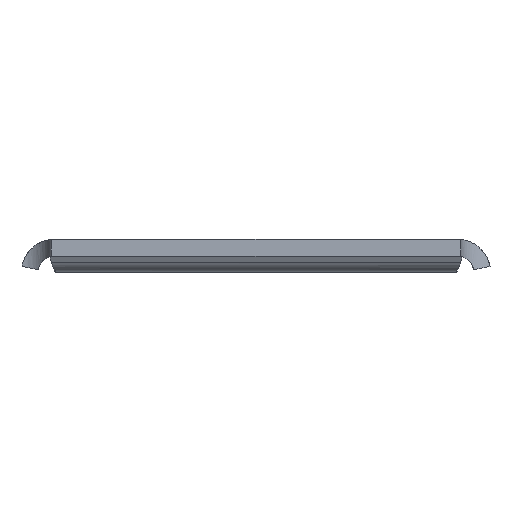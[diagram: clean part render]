
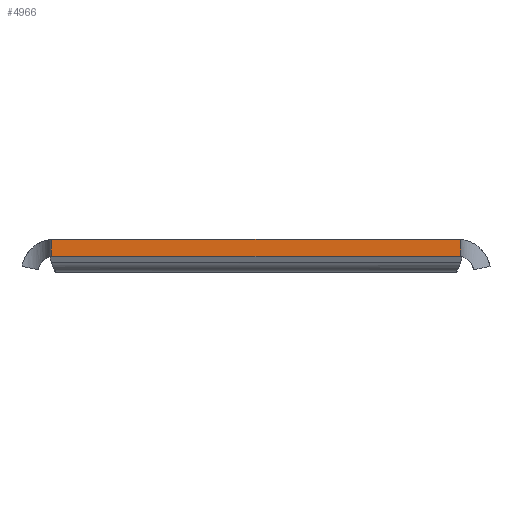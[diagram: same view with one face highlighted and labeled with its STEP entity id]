
A CAD part, front view. The second image highlights one B-rep face of the part: STEP entity #4966.
In plain terms, the highlighted face is planar.
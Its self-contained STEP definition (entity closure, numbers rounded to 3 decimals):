
#3405=DIRECTION('',(-1.,0.,0.));
#3406=VECTOR('',#3405,48.142);
#3407=CARTESIAN_POINT('',(24.071,151.,0.));
#3408=LINE('',#3407,#3406);
#3651=CARTESIAN_POINT('',(24.071,151.,-4.));
#3652=DIRECTION('',(0.,-1.,0.));
#3653=DIRECTION('',(0.215,0.,0.977));
#3654=AXIS2_PLACEMENT_3D('',#3651,#3652,#3653);
#3656=CARTESIAN_POINT('',(24.071,151.,-4.));
#3657=DIRECTION('',(0.,1.,0.));
#3658=DIRECTION('',(0.,0.,1.));
#3659=AXIS2_PLACEMENT_3D('',#3656,#3657,#3658);
#3661=CARTESIAN_POINT('',(-24.071,151.,-4.));
#3662=DIRECTION('',(0.,1.,0.));
#3663=DIRECTION('',(-0.107,0.,0.994));
#3664=AXIS2_PLACEMENT_3D('',#3661,#3662,#3663);
#3666=CARTESIAN_POINT('',(-24.071,151.,-4.));
#3667=DIRECTION('',(0.,-1.,0.));
#3668=DIRECTION('',(0.,0.,1.));
#3669=AXIS2_PLACEMENT_3D('',#3666,#3667,#3668);
#3671=DIRECTION('',(-1.,0.,0.));
#3672=VECTOR('',#3671,48.142);
#3673=CARTESIAN_POINT('',(24.071,151.,-2.));
#3674=LINE('',#3673,#3672);
#3687=DIRECTION('',(0.,0.,1.));
#3688=VECTOR('',#3687,2.023);
#3689=CARTESIAN_POINT('',(24.5,151.,-2.047));
#3690=LINE('',#3689,#3688);
#3701=CARTESIAN_POINT('',(-24.5,151.,-2.047));
#3711=DIRECTION('',(0.,0.,-1.));
#3712=VECTOR('',#3711,2.023);
#3713=CARTESIAN_POINT('',(-24.5,151.,-0.023));
#3714=LINE('',#3713,#3712);
#4078=VERTEX_POINT('',#3701);
#4079=CARTESIAN_POINT('',(-24.071,151.,-2.));
#4080=VERTEX_POINT('',#4079);
#4084=CARTESIAN_POINT('',(24.5,151.,-2.047));
#4085=CARTESIAN_POINT('',(24.071,151.,-2.));
#4086=VERTEX_POINT('',#4084);
#4087=VERTEX_POINT('',#4085);
#4088=CARTESIAN_POINT('',(-24.5,151.,-0.023));
#4089=VERTEX_POINT('',#4088);
#4090=CARTESIAN_POINT('',(-24.071,151.,0.));
#4091=VERTEX_POINT('',#4090);
#4092=CARTESIAN_POINT('',(24.071,151.,0.));
#4093=VERTEX_POINT('',#4092);
#4094=CARTESIAN_POINT('',(24.5,151.,-0.023));
#4095=VERTEX_POINT('',#4094);
#4949=CARTESIAN_POINT('',(0.,151.,0.));
#4950=DIRECTION('',(0.,1.,0.));
#4951=DIRECTION('',(-1.,0.,0.));
#4952=AXIS2_PLACEMENT_3D('',#4949,#4950,#4951);
#4953=PLANE('',#4952);
#4954=ORIENTED_EDGE('',*,*,#4559,.F.);
#4956=ORIENTED_EDGE('',*,*,#4955,.T.);
#4957=ORIENTED_EDGE('',*,*,#4940,.F.);
#4958=ORIENTED_EDGE('',*,*,#4777,.T.);
#4959=ORIENTED_EDGE('',*,*,#4764,.F.);
#4961=ORIENTED_EDGE('',*,*,#4960,.T.);
#4962=ORIENTED_EDGE('',*,*,#4707,.F.);
#4963=ORIENTED_EDGE('',*,*,#4573,.F.);
#4964=EDGE_LOOP('',(#4954,#4956,#4957,#4958,#4959,#4961,#4962,#4963));
#4965=FACE_OUTER_BOUND('',#4964,.F.);
#4966=ADVANCED_FACE('',(#4965),#4953,.T.);
#3655=CIRCLE('',#3654,2.);
#3660=CIRCLE('',#3659,4.);
#3665=CIRCLE('',#3664,4.);
#3670=CIRCLE('',#3669,2.);
#4559=EDGE_CURVE('',#4086,#4087,#3655,.T.);
#4573=EDGE_CURVE('',#4087,#4080,#3674,.T.);
#4707=EDGE_CURVE('',#4080,#4078,#3670,.T.);
#4764=EDGE_CURVE('',#4089,#4091,#3665,.T.);
#4777=EDGE_CURVE('',#4093,#4091,#3408,.T.);
#4940=EDGE_CURVE('',#4093,#4095,#3660,.T.);
#4955=EDGE_CURVE('',#4086,#4095,#3690,.T.);
#4960=EDGE_CURVE('',#4089,#4078,#3714,.T.);
